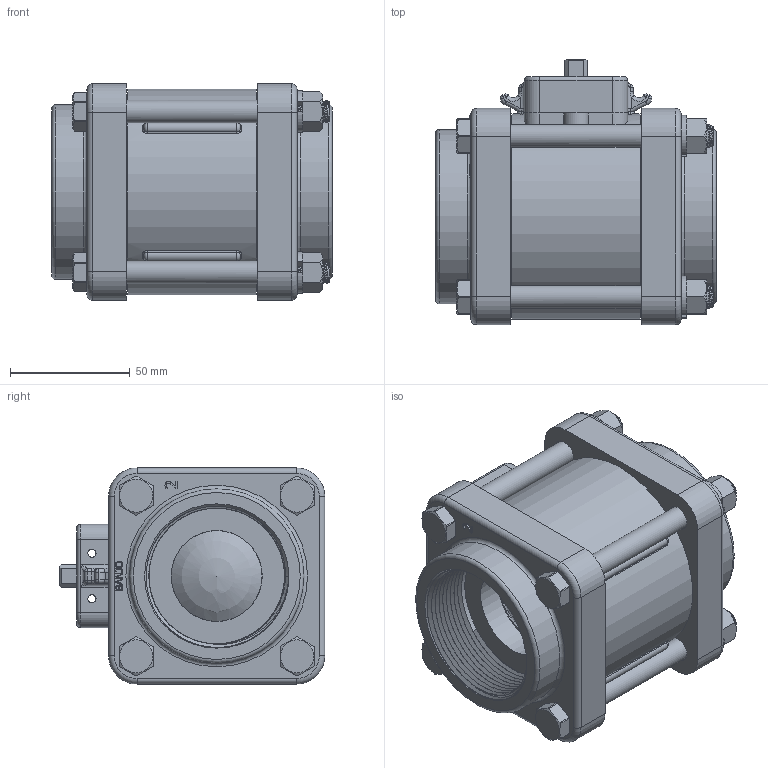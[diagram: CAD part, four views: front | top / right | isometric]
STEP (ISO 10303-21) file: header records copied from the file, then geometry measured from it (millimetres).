
FILE_DESCRIPTION(/* description */ ('EVX 2" NPT SP 2 WAY BOLTED VALVE ONLY'),/* implementation_level */ '2;1');
FILE_NAME(/* name */ 'EVX201X.stp',/* time_stamp */ '2019-09-20T13:45:01-04:00',/* author */ ('CPM'),/* organization */ (''),/* preprocessor_version */ 'ST-DEVELOPER v17.2',/* originating_system */ 'Autodesk Inventor 2019',/* authorisation */ '');
FILE_SCHEMA (('AUTOMOTIVE_DESIGN { 1 0 10303 214 3 1 1 }'));
Length unit declared in the file: inch
Products named in the file (13): EVX201X; MEVX20254A; MEVX20254AX; V20017; V20018; V20019; VE20258A; VE20264; VE20256A; VX20256; VE20255SSH; EVP20151A; AQ206V
Assembly tree (24 placements, depth 3):
  EVX201X
    MEVX20254A
      MEVX20254AX
    V20017  x4
    V20018  x4
    V20019  x4
    VE20258A  x2
    VE20264  x2
    VE20256A  x2
      VX20256
    VE20255SSH
    EVP20151A
    AQ206V
Bounding box: 117.3 x 111.08 x 90.42 mm (x, y, z)
Volume: 472584.1 mm3; surface area: 163420.2 mm2
Topology: 22 solids, 22 shells, 1269 faces, 3276 edges, 2097 vertices
Faces by surface type: cylinder 400, plane 336, cone 296, bspline 148, torus 75, sphere 14
Full cylindrical faces by diameter (mm): 3.429 x4, 8.236 x60, 9.525 x60, 10.312 x8, 13.665 x1, 19.177 x2, 19.304 x1, 25.4 x1, 25.908 x1, 37.973 x2, 38.1 x4, 50.546 x2, 50.673 x2, 56.791 x16, 57.404 x2, 65.024 x1, 71.425 x2, 72.898 x2, 77.8 x2, 79.502 x2, 79.756 x2, 85.852 x1
Entity records: 24824 total; most frequent: CARTESIAN_POINT 9433, ORIENTED_EDGE 3184, DIRECTION 3040, EDGE_CURVE 1592, AXIS2_PLACEMENT_3D 1210, VERTEX_POINT 1017, EDGE_LOOP 693, FACE_OUTER_BOUND 627
